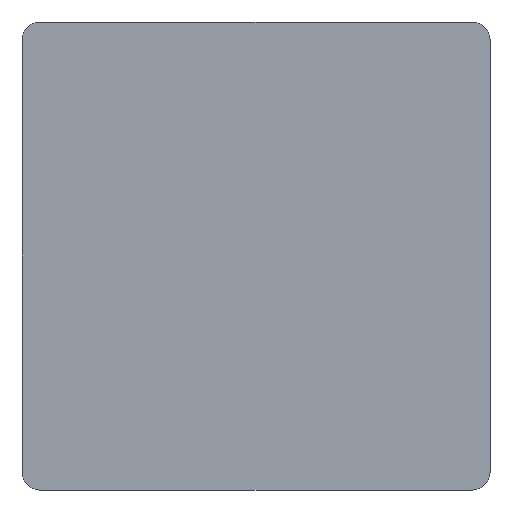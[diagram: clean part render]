
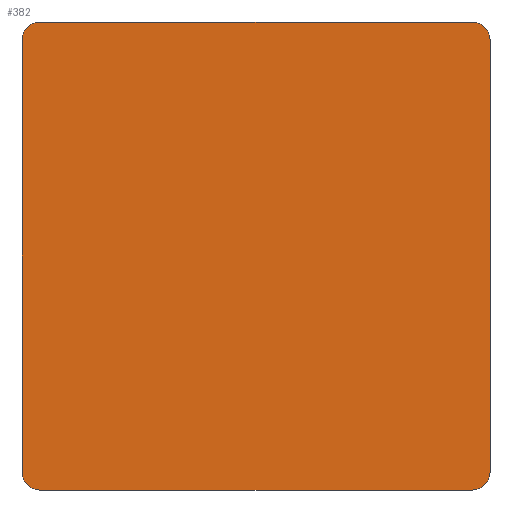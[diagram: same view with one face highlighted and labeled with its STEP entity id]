
A CAD part, left-side view. The second image highlights one B-rep face of the part: STEP entity #382.
In plain terms, the highlighted planar face has unit normal (-1, 0, 0).
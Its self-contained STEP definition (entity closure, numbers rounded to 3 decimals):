
#17 = DIRECTION ( 'NONE',  ( 0., 0., -1. ) ) ;
#19 = VERTEX_POINT ( 'NONE', #175 ) ;
#25 = LINE ( 'NONE', #395, #492 ) ;
#32 = CIRCLE ( 'NONE', #407, 3. ) ;
#34 = EDGE_CURVE ( 'NONE', #486, #247, #383, .T. ) ;
#37 = ORIENTED_EDGE ( 'NONE', *, *, #49, .F. ) ;
#40 = DIRECTION ( 'NONE',  ( 0., 0., -1. ) ) ;
#48 = DIRECTION ( 'NONE',  ( 1., 0., 0. ) ) ;
#49 = EDGE_CURVE ( 'NONE', #377, #486, #25, .T. ) ;
#56 = CARTESIAN_POINT ( 'NONE',  ( 0., -40., 0. ) ) ;
#61 = CARTESIAN_POINT ( 'NONE',  ( 0., 37., 40. ) ) ;
#66 = CARTESIAN_POINT ( 'NONE',  ( 0., -37., -37. ) ) ;
#74 = CIRCLE ( 'NONE', #283, 3. ) ;
#80 = ORIENTED_EDGE ( 'NONE', *, *, #298, .F. ) ;
#82 = LINE ( 'NONE', #56, #373 ) ;
#84 = CARTESIAN_POINT ( 'NONE',  ( 0., -37., 37. ) ) ;
#85 = CARTESIAN_POINT ( 'NONE',  ( 0., 40., 37. ) ) ;
#96 = AXIS2_PLACEMENT_3D ( 'NONE', #356, #168, #275 ) ;
#99 = VERTEX_POINT ( 'NONE', #525 ) ;
#130 = VERTEX_POINT ( 'NONE', #413 ) ;
#162 = FACE_OUTER_BOUND ( 'NONE', #445, .T. ) ;
#168 = DIRECTION ( 'NONE',  ( 1., 0., 0. ) ) ;
#171 = DIRECTION ( 'NONE',  ( 0., 0., 1. ) ) ;
#172 = EDGE_CURVE ( 'NONE', #130, #99, #82, .T. ) ;
#174 = CARTESIAN_POINT ( 'NONE',  ( 0., -37., 40. ) ) ;
#175 = CARTESIAN_POINT ( 'NONE',  ( 0., 37., -40. ) ) ;
#178 = DIRECTION ( 'NONE',  ( 0., 1., 0. ) ) ;
#206 = VECTOR ( 'NONE', #178, 1000. ) ;
#209 = CARTESIAN_POINT ( 'NONE',  ( 0., -37., -40. ) ) ;
#218 = EDGE_CURVE ( 'NONE', #19, #377, #32, .T. ) ;
#227 = AXIS2_PLACEMENT_3D ( 'NONE', #353, #521, #40 ) ;
#243 = DIRECTION ( 'NONE',  ( 0., 0., 1. ) ) ;
#247 = VERTEX_POINT ( 'NONE', #61 ) ;
#251 = EDGE_CURVE ( 'NONE', #99, #550, #74, .T. ) ;
#254 = ORIENTED_EDGE ( 'NONE', *, *, #172, .F. ) ;
#260 = CARTESIAN_POINT ( 'NONE',  ( 0., 0., 40. ) ) ;
#266 = DIRECTION ( 'NONE',  ( 0., -1., 0. ) ) ;
#275 = DIRECTION ( 'NONE',  ( 0., 0., -1. ) ) ;
#283 = AXIS2_PLACEMENT_3D ( 'NONE', #66, #461, #419 ) ;
#297 = DIRECTION ( 'NONE',  ( 1., 0., 0. ) ) ;
#298 = EDGE_CURVE ( 'NONE', #247, #410, #470, .T. ) ;
#332 = LINE ( 'NONE', #350, #206 ) ;
#339 = ORIENTED_EDGE ( 'NONE', *, *, #251, .F. ) ;
#348 = ORIENTED_EDGE ( 'NONE', *, *, #412, .F. ) ;
#350 = CARTESIAN_POINT ( 'NONE',  ( 0., 0., -40. ) ) ;
#353 = CARTESIAN_POINT ( 'NONE',  ( 0., 37., 37. ) ) ;
#356 = CARTESIAN_POINT ( 'NONE',  ( 0., 0., 0. ) ) ;
#373 = VECTOR ( 'NONE', #17, 1000. ) ;
#377 = VERTEX_POINT ( 'NONE', #468 ) ;
#382 = ADVANCED_FACE ( 'NONE', ( #162 ), #431, .F. ) ;
#383 = CIRCLE ( 'NONE', #227, 3. ) ;
#395 = CARTESIAN_POINT ( 'NONE',  ( 0., 40., 0. ) ) ;
#407 = AXIS2_PLACEMENT_3D ( 'NONE', #537, #297, #243 ) ;
#410 = VERTEX_POINT ( 'NONE', #174 ) ;
#412 = EDGE_CURVE ( 'NONE', #410, #130, #463, .T. ) ;
#413 = CARTESIAN_POINT ( 'NONE',  ( 0., -40., 37. ) ) ;
#419 = DIRECTION ( 'NONE',  ( 0., 0., 1. ) ) ;
#431 = PLANE ( 'NONE',  #96 ) ;
#445 = EDGE_LOOP ( 'NONE', ( #506, #490, #339, #254, #348, #80, #501, #37 ) ) ;
#461 = DIRECTION ( 'NONE',  ( 1., 0., 0. ) ) ;
#463 = CIRCLE ( 'NONE', #542, 3. ) ;
#468 = CARTESIAN_POINT ( 'NONE',  ( 0., 40., -37. ) ) ;
#470 = LINE ( 'NONE', #260, #524 ) ;
#486 = VERTEX_POINT ( 'NONE', #85 ) ;
#490 = ORIENTED_EDGE ( 'NONE', *, *, #503, .F. ) ;
#492 = VECTOR ( 'NONE', #553, 1000. ) ;
#501 = ORIENTED_EDGE ( 'NONE', *, *, #34, .F. ) ;
#503 = EDGE_CURVE ( 'NONE', #550, #19, #332, .T. ) ;
#506 = ORIENTED_EDGE ( 'NONE', *, *, #218, .F. ) ;
#521 = DIRECTION ( 'NONE',  ( 1., 0., 0. ) ) ;
#524 = VECTOR ( 'NONE', #266, 1000. ) ;
#525 = CARTESIAN_POINT ( 'NONE',  ( 0., -40., -37. ) ) ;
#537 = CARTESIAN_POINT ( 'NONE',  ( 0., 37., -37. ) ) ;
#542 = AXIS2_PLACEMENT_3D ( 'NONE', #84, #48, #171 ) ;
#550 = VERTEX_POINT ( 'NONE', #209 ) ;
#553 = DIRECTION ( 'NONE',  ( 0., 0., 1. ) ) ;
